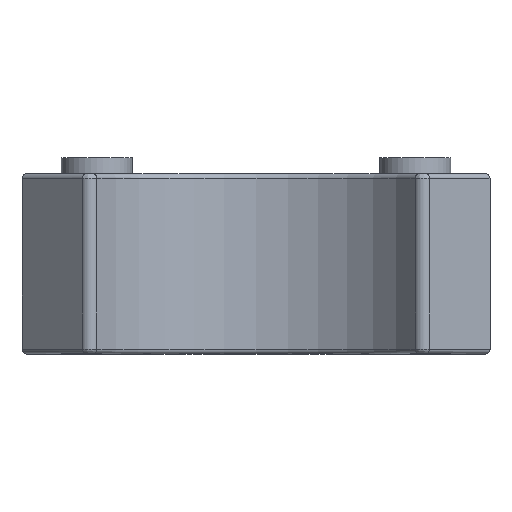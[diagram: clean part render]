
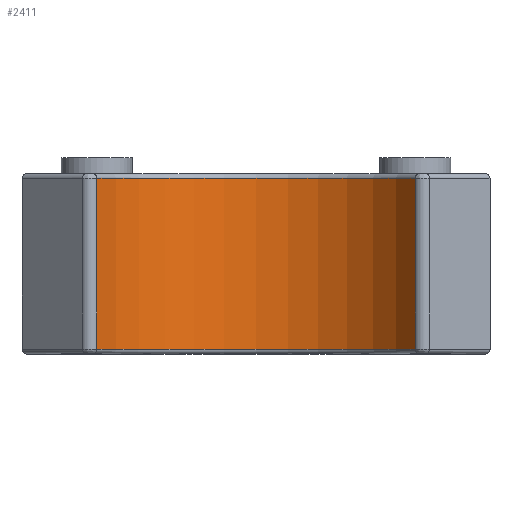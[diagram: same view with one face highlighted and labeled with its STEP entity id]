
A CAD part, top view. The second image highlights one B-rep face of the part: STEP entity #2411.
In plain terms, the highlighted cylindrical face has radius 20.8 mm (diameter 41.6 mm), a partial arc.
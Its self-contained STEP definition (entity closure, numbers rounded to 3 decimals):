
#405=CARTESIAN_POINT('',(0.,0.5,26.));
#406=DIRECTION('',(0.,-1.,0.));
#407=DIRECTION('',(-0.85,0.,-0.526));
#408=AXIS2_PLACEMENT_3D('',#405,#406,#407);
#748=DIRECTION('',(0.,-1.,0.));
#749=VECTOR('',#748,19.);
#750=CARTESIAN_POINT('',(17.689,19.5,15.058));
#751=LINE('',#750,#749);
#755=DIRECTION('',(0.,1.,0.));
#756=VECTOR('',#755,19.);
#757=CARTESIAN_POINT('',(-17.689,0.5,15.058));
#758=LINE('',#757,#756);
#762=CARTESIAN_POINT('',(0.,19.5,26.));
#763=DIRECTION('',(0.,1.,0.));
#764=DIRECTION('',(0.85,0.,-0.526));
#765=AXIS2_PLACEMENT_3D('',#762,#763,#764);
#1829=CARTESIAN_POINT('',(-17.689,19.5,15.058));
#1830=VERTEX_POINT('',#1829);
#1831=CARTESIAN_POINT('',(17.689,19.5,15.058));
#1832=VERTEX_POINT('',#1831);
#1837=CARTESIAN_POINT('',(17.689,0.5,15.058));
#1838=VERTEX_POINT('',#1837);
#1839=CARTESIAN_POINT('',(-17.689,0.5,15.058));
#1840=VERTEX_POINT('',#1839);
#2398=CARTESIAN_POINT('',(0.,0.,26.));
#2399=DIRECTION('',(0.,1.,0.));
#2400=DIRECTION('',(1.,0.,0.));
#2401=AXIS2_PLACEMENT_3D('',#2398,#2399,#2400);
#2402=CYLINDRICAL_SURFACE('',#2401,20.8);
#2404=ORIENTED_EDGE('',*,*,#2403,.F.);
#2405=ORIENTED_EDGE('',*,*,#2393,.T.);
#2406=ORIENTED_EDGE('',*,*,#2151,.F.);
#2408=ORIENTED_EDGE('',*,*,#2407,.T.);
#2409=EDGE_LOOP('',(#2404,#2405,#2406,#2408));
#2410=FACE_OUTER_BOUND('',#2409,.F.);
#2411=ADVANCED_FACE('',(#2410),#2402,.F.);
#409=CIRCLE('',#408,20.8);
#766=CIRCLE('',#765,20.8);
#2151=EDGE_CURVE('',#1840,#1838,#409,.T.);
#2393=EDGE_CURVE('',#1832,#1838,#751,.T.);
#2403=EDGE_CURVE('',#1832,#1830,#766,.T.);
#2407=EDGE_CURVE('',#1840,#1830,#758,.T.);
